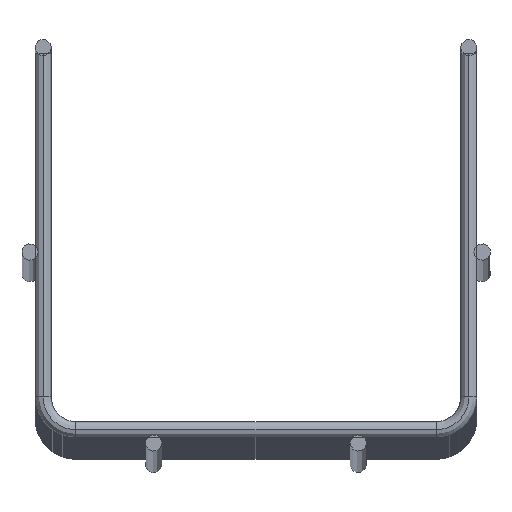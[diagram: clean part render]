
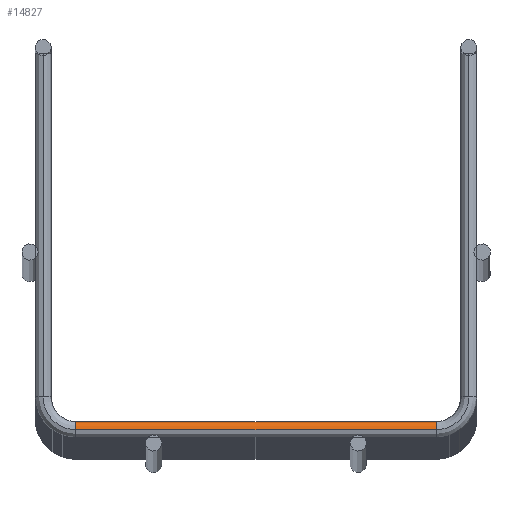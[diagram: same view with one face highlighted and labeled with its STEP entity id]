
A CAD part, top view. The second image highlights one B-rep face of the part: STEP entity #14827.
In plain terms, the highlighted cylindrical face has radius 2 mm (diameter 4 mm), a partial arc.
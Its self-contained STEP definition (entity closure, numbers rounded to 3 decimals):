
#599 = VERTEX_POINT ( 'NONE', #627 ) ;
#627 = CARTESIAN_POINT ( 'NONE',  ( 44., 4., -2. ) ) ;
#679 = DIRECTION ( 'NONE',  ( 0., 0., -1. ) ) ;
#695 = DIRECTION ( 'NONE',  ( 0., -1., 0. ) ) ;
#842 = ORIENTED_EDGE ( 'NONE', *, *, #4635, .F. ) ;
#857 = DIRECTION ( 'NONE',  ( 1., 0., 0. ) ) ;
#1445 = VERTEX_POINT ( 'NONE', #10057 ) ;
#1661 = CIRCLE ( 'NONE', #4853, 2. ) ;
#2405 = EDGE_CURVE ( 'NONE', #599, #10312, #11454, .T. ) ;
#2714 = EDGE_LOOP ( 'NONE', ( #3101, #8082, #842, #9184 ) ) ;
#3101 = ORIENTED_EDGE ( 'NONE', *, *, #2405, .T. ) ;
#4446 = CARTESIAN_POINT ( 'NONE',  ( -44., 4., -2. ) ) ;
#4588 = CIRCLE ( 'NONE', #5130, 2. ) ;
#4635 = EDGE_CURVE ( 'NONE', #6848, #1445, #10124, .T. ) ;
#4853 = AXIS2_PLACEMENT_3D ( 'NONE', #6164, #11676, #17189 ) ;
#5130 = AXIS2_PLACEMENT_3D ( 'NONE', #7732, #857, #679 ) ;
#6164 = CARTESIAN_POINT ( 'NONE',  ( 44., 2., -2. ) ) ;
#6217 = CYLINDRICAL_SURFACE ( 'NONE', #17637, 2. ) ;
#6648 = EDGE_CURVE ( 'NONE', #10312, #1445, #4588, .T. ) ;
#6848 = VERTEX_POINT ( 'NONE', #14954 ) ;
#7732 = CARTESIAN_POINT ( 'NONE',  ( -44., 2., -2. ) ) ;
#8082 = ORIENTED_EDGE ( 'NONE', *, *, #6648, .T. ) ;
#8500 = DIRECTION ( 'NONE',  ( -1., 0., 0. ) ) ;
#9003 = CARTESIAN_POINT ( 'NONE',  ( -54., 2., -2. ) ) ;
#9184 = ORIENTED_EDGE ( 'NONE', *, *, #12834, .F. ) ;
#10025 = CARTESIAN_POINT ( 'NONE',  ( -44., 2., 0. ) ) ;
#10057 = CARTESIAN_POINT ( 'NONE',  ( -44., 2., 0. ) ) ;
#10124 = LINE ( 'NONE', #10025, #11347 ) ;
#10312 = VERTEX_POINT ( 'NONE', #4446 ) ;
#11347 = VECTOR ( 'NONE', #8500, 1000. ) ;
#11454 = LINE ( 'NONE', #15447, #14398 ) ;
#11676 = DIRECTION ( 'NONE',  ( 1., 0., 0. ) ) ;
#12834 = EDGE_CURVE ( 'NONE', #599, #6848, #1661, .T. ) ;
#13366 = DIRECTION ( 'NONE',  ( -1., 0., 0. ) ) ;
#14398 = VECTOR ( 'NONE', #17066, 1000. ) ;
#14532 = FACE_OUTER_BOUND ( 'NONE', #2714, .T. ) ;
#14827 = ADVANCED_FACE ( 'NONE', ( #14532 ), #6217, .T. ) ;
#14954 = CARTESIAN_POINT ( 'NONE',  ( 44., 2., 0. ) ) ;
#15447 = CARTESIAN_POINT ( 'NONE',  ( -44., 4., -2. ) ) ;
#17066 = DIRECTION ( 'NONE',  ( -1., 0., 0. ) ) ;
#17189 = DIRECTION ( 'NONE',  ( 0., 0., -1. ) ) ;
#17637 = AXIS2_PLACEMENT_3D ( 'NONE', #9003, #13366, #695 ) ;
